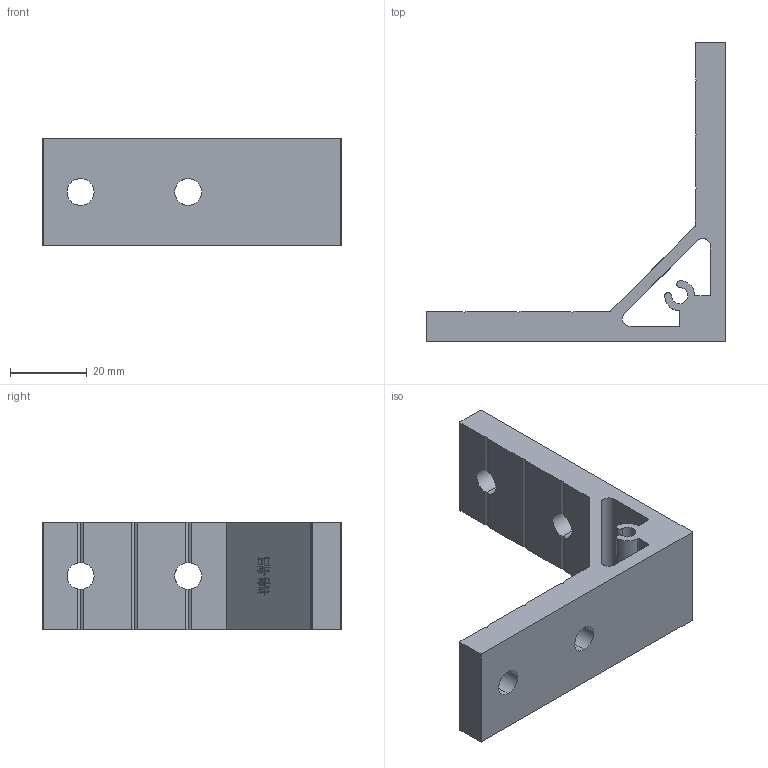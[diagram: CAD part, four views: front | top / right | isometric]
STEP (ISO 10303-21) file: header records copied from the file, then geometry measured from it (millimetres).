
FILE_DESCRIPTION (( 'STEP AP203' ), '1' );
FILE_NAME ('7878-8-3060-28MM-1.STEP', '2019-07-25T08:20:23', ( '微软用户' ), ( '微软中国' ), 'SwSTEP 2.0', 'SolidWorks 2015', '' );
FILE_SCHEMA (( 'CONFIG_CONTROL_DESIGN' ));
Length unit declared in the file: millimetre
Products named in the file (1): 7878-8-3060-28MM-1
Bounding box: 78 x 78 x 28 mm (x, y, z)
Volume: 31865.3 mm3; surface area: 13884.7 mm2
Topology: 1 solids, 1 shells, 223 faces, 642 edges, 426 vertices
Faces by surface type: plane 166, cylinder 29, bspline 28
Entity records: 8215 total; most frequent: CARTESIAN_POINT 2454, ORIENTED_EDGE 1284, DIRECTION 1018, EDGE_CURVE 642, VECTOR 510, LINE 510, VERTEX_POINT 426, AXIS2_PLACEMENT_3D 254
